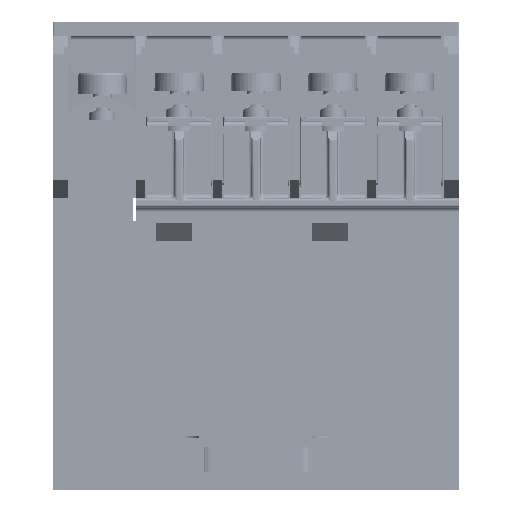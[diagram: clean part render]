
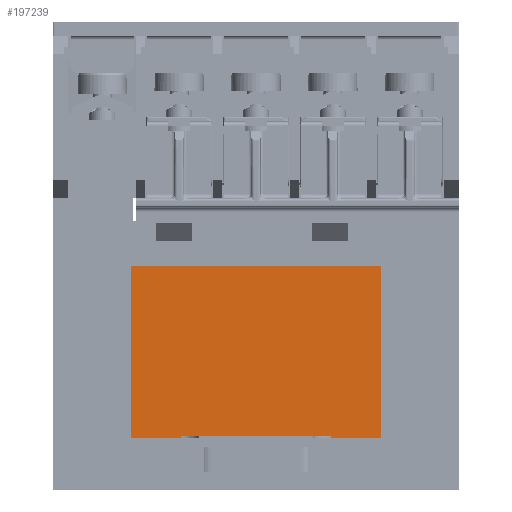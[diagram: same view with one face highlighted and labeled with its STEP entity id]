
A CAD part, front view. The second image highlights one B-rep face of the part: STEP entity #197239.
In plain terms, the highlighted planar face has unit normal (0, -1, 0).
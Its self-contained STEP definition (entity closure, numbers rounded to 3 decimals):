
#197142=CARTESIAN_POINT('',(-8.25,-22.175,-12.25));
#197143=VERTEX_POINT('',#197142);
#197159=CARTESIAN_POINT('',(-8.25,-22.175,-12.));
#197160=VERTEX_POINT('',#197159);
#197168=CARTESIAN_POINT('',(-8.25,-22.175,-12.));
#197169=DIRECTION('',(0.0,0.0,-1.0));
#197170=VECTOR('',#197169,0.25);
#197171=LINE('',#197168,#197170);
#197172=EDGE_CURVE('',#197160,#197143,#197171,.T.);
#197177=CARTESIAN_POINT('',(0.,-22.175,-3.75));
#197178=DIRECTION('',(0.0,1.0,0.0));
#197179=DIRECTION('',(0.0,0.0,1.0));
#197180=AXIS2_PLACEMENT_3D('',#197177,#197178,#197179);
#197181=PLANE('',#197180);
#197182=ORIENTED_EDGE('',*,*,#197172,.F.);
#197183=CARTESIAN_POINT('',(8.25,-22.175,-12.));
#197184=VERTEX_POINT('',#197183);
#197185=CARTESIAN_POINT('',(-8.25,-22.175,-12.));
#197186=DIRECTION('',(1.0,0.0,0.0));
#197187=VECTOR('',#197186,16.5);
#197188=LINE('',#197185,#197187);
#197189=EDGE_CURVE('',#197160,#197184,#197188,.T.);
#197190=ORIENTED_EDGE('',*,*,#197189,.T.);
#197191=CARTESIAN_POINT('',(8.25,-22.175,-12.25));
#197192=VERTEX_POINT('',#197191);
#197193=CARTESIAN_POINT('',(8.25,-22.175,-12.25));
#197194=DIRECTION('',(0.0,0.0,1.0));
#197195=VECTOR('',#197194,0.25);
#197196=LINE('',#197193,#197195);
#197197=EDGE_CURVE('',#197192,#197184,#197196,.T.);
#197198=ORIENTED_EDGE('',*,*,#197197,.F.);
#197199=CARTESIAN_POINT('',(13.875,-22.175,-12.25));
#197200=VERTEX_POINT('',#197199);
#197201=CARTESIAN_POINT('',(8.25,-22.175,-12.25));
#197202=DIRECTION('',(1.0,0.0,0.0));
#197203=VECTOR('',#197202,5.625);
#197204=LINE('',#197201,#197203);
#197205=EDGE_CURVE('',#197192,#197200,#197204,.T.);
#197206=ORIENTED_EDGE('',*,*,#197205,.T.);
#197207=CARTESIAN_POINT('',(13.875,-22.175,6.75));
#197208=VERTEX_POINT('',#197207);
#197209=CARTESIAN_POINT('',(13.875,-22.175,-12.25));
#197210=DIRECTION('',(0.0,0.0,1.0));
#197211=VECTOR('',#197210,19.0);
#197212=LINE('',#197209,#197211);
#197213=EDGE_CURVE('',#197200,#197208,#197212,.T.);
#197214=ORIENTED_EDGE('',*,*,#197213,.T.);
#197215=CARTESIAN_POINT('',(-13.875,-22.175,6.75));
#197216=VERTEX_POINT('',#197215);
#197217=CARTESIAN_POINT('',(-13.875,-22.175,6.75));
#197218=DIRECTION('',(1.0,0.0,0.0));
#197219=VECTOR('',#197218,27.75);
#197220=LINE('',#197217,#197219);
#197221=EDGE_CURVE('',#197216,#197208,#197220,.T.);
#197222=ORIENTED_EDGE('',*,*,#197221,.F.);
#197223=CARTESIAN_POINT('',(-13.875,-22.175,-12.25));
#197224=VERTEX_POINT('',#197223);
#197225=CARTESIAN_POINT('',(-13.875,-22.175,6.75));
#197226=DIRECTION('',(0.0,0.0,-1.0));
#197227=VECTOR('',#197226,19.);
#197228=LINE('',#197225,#197227);
#197229=EDGE_CURVE('',#197216,#197224,#197228,.T.);
#197230=ORIENTED_EDGE('',*,*,#197229,.T.);
#197231=CARTESIAN_POINT('',(-13.875,-22.175,-12.25));
#197232=DIRECTION('',(1.0,0.0,0.0));
#197233=VECTOR('',#197232,5.625);
#197234=LINE('',#197231,#197233);
#197235=EDGE_CURVE('',#197224,#197143,#197234,.T.);
#197236=ORIENTED_EDGE('',*,*,#197235,.T.);
#197237=EDGE_LOOP('',(#197182,#197190,#197198,#197206,#197214,#197222,#197230,#197236));
#197238=FACE_OUTER_BOUND('',#197237,.T.);
#197239=ADVANCED_FACE('',(#197238),#197181,.F.);
